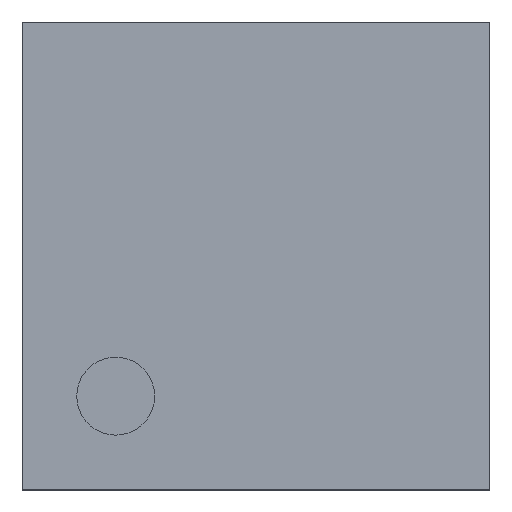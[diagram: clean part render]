
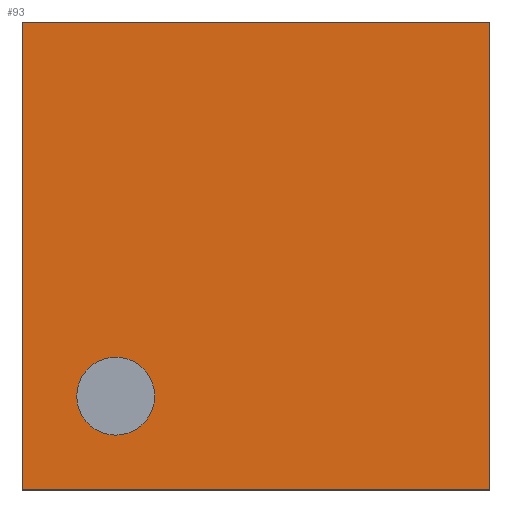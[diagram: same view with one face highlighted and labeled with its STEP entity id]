
A CAD part, top view. The second image highlights one B-rep face of the part: STEP entity #93.
In plain terms, the highlighted planar face has unit normal (0, 0, 1).
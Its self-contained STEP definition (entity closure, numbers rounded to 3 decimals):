
#4 = ORIENTED_EDGE ( 'NONE', *, *, #357, .T. ) ;
#7 = AXIS2_PLACEMENT_3D ( 'NONE', #288, #27, #146 ) ;
#18 = DIRECTION ( 'NONE',  ( 1., 0., 0. ) ) ;
#19 = ORIENTED_EDGE ( 'NONE', *, *, #253, .T. ) ;
#27 = DIRECTION ( 'NONE',  ( 0., 0., 1. ) ) ;
#30 = LINE ( 'NONE', #194, #302 ) ;
#43 = CARTESIAN_POINT ( 'NONE',  ( 1.5, -1.5, 1. ) ) ;
#51 = LINE ( 'NONE', #268, #91 ) ;
#55 = VERTEX_POINT ( 'NONE', #157 ) ;
#68 = PLANE ( 'NONE',  #120 ) ;
#91 = VECTOR ( 'NONE', #260, 1000. ) ;
#93 = ADVANCED_FACE ( 'NONE', ( #117, #96 ), #68, .T. ) ;
#96 = FACE_OUTER_BOUND ( 'NONE', #197, .T. ) ;
#104 = CARTESIAN_POINT ( 'NONE',  ( -1.5, -1.5, 1. ) ) ;
#106 = EDGE_CURVE ( 'NONE', #137, #176, #283, .T. ) ;
#117 = FACE_BOUND ( 'NONE', #387, .T. ) ;
#120 = AXIS2_PLACEMENT_3D ( 'NONE', #306, #222, #18 ) ;
#124 = CIRCLE ( 'NONE', #378, 0.25 ) ;
#133 = LINE ( 'NONE', #355, #330 ) ;
#135 = ORIENTED_EDGE ( 'NONE', *, *, #106, .T. ) ;
#136 = DIRECTION ( 'NONE',  ( 1., 0., 0. ) ) ;
#137 = VERTEX_POINT ( 'NONE', #104 ) ;
#144 = VERTEX_POINT ( 'NONE', #379 ) ;
#146 = DIRECTION ( 'NONE',  ( 1., 0., 0. ) ) ;
#157 = CARTESIAN_POINT ( 'NONE',  ( -1.15, -0.9, 1. ) ) ;
#162 = CIRCLE ( 'NONE', #7, 0.25 ) ;
#169 = VERTEX_POINT ( 'NONE', #311 ) ;
#176 = VERTEX_POINT ( 'NONE', #43 ) ;
#194 = CARTESIAN_POINT ( 'NONE',  ( 1.5, 1.5, 1. ) ) ;
#197 = EDGE_LOOP ( 'NONE', ( #231, #4, #19, #135 ) ) ;
#218 = EDGE_CURVE ( 'NONE', #55, #144, #162, .T. ) ;
#219 = CARTESIAN_POINT ( 'NONE',  ( -1.5, -1.5, 1. ) ) ;
#222 = DIRECTION ( 'NONE',  ( 0., 0., 1. ) ) ;
#224 = EDGE_CURVE ( 'NONE', #144, #55, #124, .T. ) ;
#230 = DIRECTION ( 'NONE',  ( 0., 1., 0. ) ) ;
#231 = ORIENTED_EDGE ( 'NONE', *, *, #286, .T. ) ;
#238 = CARTESIAN_POINT ( 'NONE',  ( -0.9, -0.9, 1. ) ) ;
#244 = VECTOR ( 'NONE', #308, 1000. ) ;
#253 = EDGE_CURVE ( 'NONE', #257, #137, #51, .T. ) ;
#257 = VERTEX_POINT ( 'NONE', #314 ) ;
#260 = DIRECTION ( 'NONE',  ( 0., -1., 0. ) ) ;
#268 = CARTESIAN_POINT ( 'NONE',  ( -1.5, 1.5, 1. ) ) ;
#283 = LINE ( 'NONE', #219, #244 ) ;
#286 = EDGE_CURVE ( 'NONE', #176, #169, #30, .T. ) ;
#288 = CARTESIAN_POINT ( 'NONE',  ( -0.9, -0.9, 1. ) ) ;
#295 = DIRECTION ( 'NONE',  ( 0., 0., 1. ) ) ;
#302 = VECTOR ( 'NONE', #230, 1000. ) ;
#306 = CARTESIAN_POINT ( 'NONE',  ( 0., 0., 1. ) ) ;
#308 = DIRECTION ( 'NONE',  ( 1., 0., 0. ) ) ;
#311 = CARTESIAN_POINT ( 'NONE',  ( 1.5, 1.5, 1. ) ) ;
#314 = CARTESIAN_POINT ( 'NONE',  ( -1.5, 1.5, 1. ) ) ;
#319 = ORIENTED_EDGE ( 'NONE', *, *, #218, .F. ) ;
#330 = VECTOR ( 'NONE', #380, 1000. ) ;
#355 = CARTESIAN_POINT ( 'NONE',  ( -1.5, 1.5, 1. ) ) ;
#357 = EDGE_CURVE ( 'NONE', #169, #257, #133, .T. ) ;
#378 = AXIS2_PLACEMENT_3D ( 'NONE', #238, #295, #136 ) ;
#379 = CARTESIAN_POINT ( 'NONE',  ( -0.65, -0.9, 1. ) ) ;
#380 = DIRECTION ( 'NONE',  ( -1., 0., 0. ) ) ;
#384 = ORIENTED_EDGE ( 'NONE', *, *, #224, .F. ) ;
#387 = EDGE_LOOP ( 'NONE', ( #384, #319 ) ) ;
